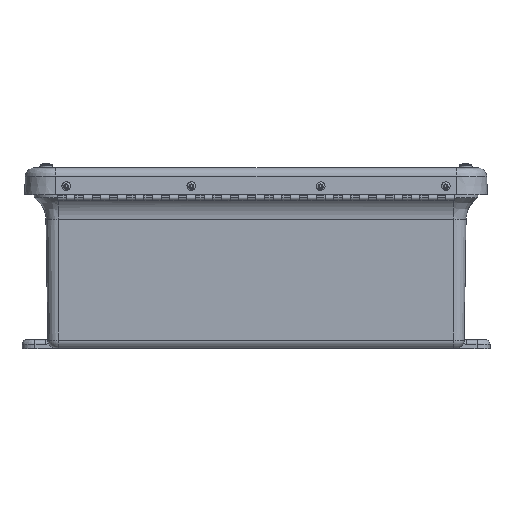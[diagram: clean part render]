
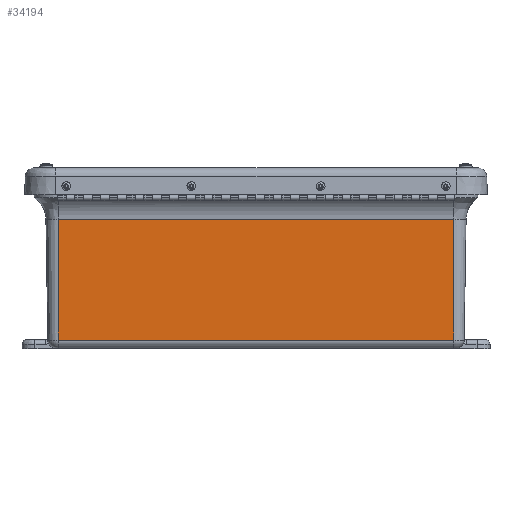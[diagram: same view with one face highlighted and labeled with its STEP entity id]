
A CAD part, left-side view. The second image highlights one B-rep face of the part: STEP entity #34194.
In plain terms, the highlighted planar face has unit normal (-1, 0, -0.016).
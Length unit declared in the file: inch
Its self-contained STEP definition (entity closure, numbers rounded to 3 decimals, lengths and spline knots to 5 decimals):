
#443 = LINE ( 'NONE', #3480, #24500 ) ;
#689 = LINE ( 'NONE', #4854, #32373 ) ;
#708 = EDGE_CURVE ( 'NONE', #1530, #23168, #443, .T. ) ;
#1530 = VERTEX_POINT ( 'NONE', #26084 ) ;
#1564 = ORIENTED_EDGE ( 'NONE', *, *, #708, .F. ) ;
#2884 = VECTOR ( 'NONE', #8067, 39.37008 ) ;
#3480 = CARTESIAN_POINT ( 'NONE',  ( -5.0774, 5.72479, -1.24779 ) ) ;
#4472 = CARTESIAN_POINT ( 'NONE',  ( -5.0774, -5.72975, -1.24778 ) ) ;
#4854 = CARTESIAN_POINT ( 'NONE',  ( -5.0975, -5.72975, -0.00198 ) ) ;
#6282 = EDGE_CURVE ( 'NONE', #33481, #8531, #689, .T. ) ;
#7337 = EDGE_CURVE ( 'NONE', #33524, #8531, #33834, .T. ) ;
#7897 = DIRECTION ( 'NONE',  ( -0.016, 0., 1. ) ) ;
#8067 = DIRECTION ( 'NONE',  ( 0., 1., 0. ) ) ;
#8456 = LINE ( 'NONE', #38460, #23866 ) ;
#8531 = VERTEX_POINT ( 'NONE', #29987 ) ;
#8660 = ORIENTED_EDGE ( 'NONE', *, *, #38818, .F. ) ;
#10286 = VECTOR ( 'NONE', #23131, 39.37008 ) ;
#10992 = PLANE ( 'NONE',  #27521 ) ;
#11019 = LINE ( 'NONE', #29981, #2884 ) ;
#12120 = ORIENTED_EDGE ( 'NONE', *, *, #17620, .T. ) ;
#13643 = DIRECTION ( 'NONE',  ( -1., 0., -0.016 ) ) ;
#16100 = CARTESIAN_POINT ( 'NONE',  ( -5.0774, -5.7248, -1.24779 ) ) ;
#17236 = ORIENTED_EDGE ( 'NONE', *, *, #7337, .F. ) ;
#17248 = CARTESIAN_POINT ( 'NONE',  ( -5.0975, 5.72975, -0.00198 ) ) ;
#17620 = EDGE_CURVE ( 'NONE', #33524, #23168, #21472, .T. ) ;
#20989 = ORIENTED_EDGE ( 'NONE', *, *, #6282, .T. ) ;
#21472 = LINE ( 'NONE', #29388, #33490 ) ;
#23131 = DIRECTION ( 'NONE',  ( 0., -1., 0.001 ) ) ;
#23168 = VERTEX_POINT ( 'NONE', #33892 ) ;
#23866 = VECTOR ( 'NONE', #26707, 39.37008 ) ;
#24334 = EDGE_LOOP ( 'NONE', ( #8660, #20989, #17236, #12120, #1564, #32206 ) ) ;
#24500 = VECTOR ( 'NONE', #31226, 39.37008 ) ;
#26084 = CARTESIAN_POINT ( 'NONE',  ( -5.0774, 5.72975, -1.24778 ) ) ;
#26193 = FACE_OUTER_BOUND ( 'NONE', #24334, .T. ) ;
#26707 = DIRECTION ( 'NONE',  ( -0.016, 0., 1. ) ) ;
#27521 = AXIS2_PLACEMENT_3D ( 'NONE', #17248, #13643, #29531 ) ;
#28480 = CARTESIAN_POINT ( 'NONE',  ( -5.02081, -5.72975, -4.75403 ) ) ;
#29201 = VERTEX_POINT ( 'NONE', #34159 ) ;
#29388 = CARTESIAN_POINT ( 'NONE',  ( -5.0774, 5.72975, -1.24779 ) ) ;
#29531 = DIRECTION ( 'NONE',  ( 0.016, 0., -1. ) ) ;
#29981 = CARTESIAN_POINT ( 'NONE',  ( -5.02081, 0., -4.75403 ) ) ;
#29987 = CARTESIAN_POINT ( 'NONE',  ( -5.0774, -5.72975, -1.24778 ) ) ;
#31226 = DIRECTION ( 'NONE',  ( 0., -1., -0.001 ) ) ;
#32206 = ORIENTED_EDGE ( 'NONE', *, *, #39404, .F. ) ;
#32373 = VECTOR ( 'NONE', #7897, 39.37008 ) ;
#33481 = VERTEX_POINT ( 'NONE', #28480 ) ;
#33490 = VECTOR ( 'NONE', #38315, 39.37008 ) ;
#33524 = VERTEX_POINT ( 'NONE', #16100 ) ;
#33834 = LINE ( 'NONE', #4472, #10286 ) ;
#33892 = CARTESIAN_POINT ( 'NONE',  ( -5.0774, 5.72479, -1.24779 ) ) ;
#34159 = CARTESIAN_POINT ( 'NONE',  ( -5.02081, 5.72975, -4.75403 ) ) ;
#34194 = ADVANCED_FACE ( 'NONE', ( #26193 ), #10992, .T. ) ;
#38315 = DIRECTION ( 'NONE',  ( 0., 1., 0. ) ) ;
#38460 = CARTESIAN_POINT ( 'NONE',  ( -5.01684, 5.72975, -5. ) ) ;
#38818 = EDGE_CURVE ( 'NONE', #33481, #29201, #11019, .T. ) ;
#39404 = EDGE_CURVE ( 'NONE', #29201, #1530, #8456, .T. ) ;
